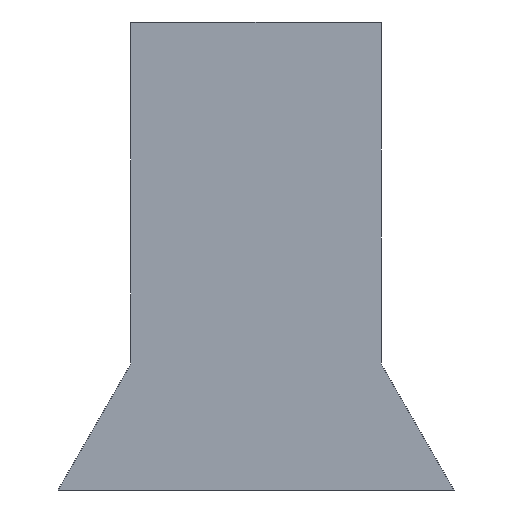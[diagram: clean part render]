
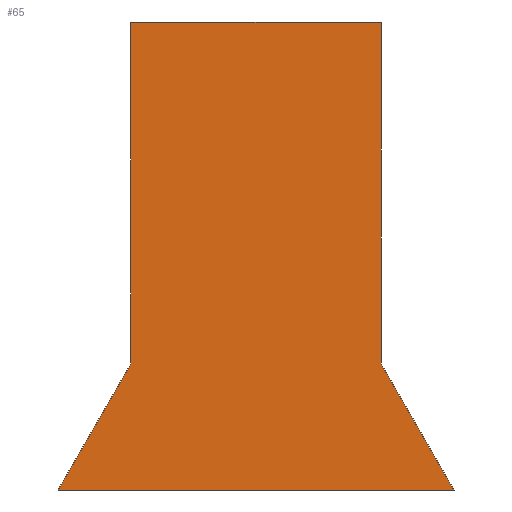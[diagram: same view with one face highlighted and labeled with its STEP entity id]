
A CAD part, left-side view. The second image highlights one B-rep face of the part: STEP entity #65.
In plain terms, the highlighted planar face has unit normal (-1, 0, 0).
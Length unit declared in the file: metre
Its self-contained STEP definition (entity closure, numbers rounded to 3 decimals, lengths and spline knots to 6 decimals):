
#34 = CARTESIAN_POINT ( 'NONE',  ( -0.00795, -0.0055, -0.0035 ) ) ;
#38 = VECTOR ( 'NONE', #371, 1. ) ;
#39 = CARTESIAN_POINT ( 'NONE',  ( -0.00795, -0.003479, 0. ) ) ;
#44 = LINE ( 'NONE', #39, #104 ) ;
#48 = CARTESIAN_POINT ( 'NONE',  ( -0.00795, -0.003479, 0.0095 ) ) ;
#65 = ADVANCED_FACE ( 'NONE', ( #149 ), #303, .F. ) ;
#75 = CARTESIAN_POINT ( 'NONE',  ( -0.00795, 0.0055, -0.0035 ) ) ;
#95 = VERTEX_POINT ( 'NONE', #34 ) ;
#96 = ORIENTED_EDGE ( 'NONE', *, *, #197, .F. ) ;
#104 = VECTOR ( 'NONE', #433, 1. ) ;
#110 = DIRECTION ( 'NONE',  ( 1., 0., 0. ) ) ;
#116 = LINE ( 'NONE', #75, #199 ) ;
#118 = LINE ( 'NONE', #279, #486 ) ;
#120 = VERTEX_POINT ( 'NONE', #439 ) ;
#132 = EDGE_CURVE ( 'NONE', #455, #120, #166, .T. ) ;
#147 = DIRECTION ( 'NONE',  ( 0., 0., 1. ) ) ;
#149 = FACE_OUTER_BOUND ( 'NONE', #387, .T. ) ;
#155 = AXIS2_PLACEMENT_3D ( 'NONE', #428, #110, #269 ) ;
#160 = CARTESIAN_POINT ( 'NONE',  ( -0.00795, -0.003479, 0.0095 ) ) ;
#161 = DIRECTION ( 'NONE',  ( 0., -0.5, 0.866 ) ) ;
#166 = LINE ( 'NONE', #48, #38 ) ;
#197 = EDGE_CURVE ( 'NONE', #218, #455, #277, .T. ) ;
#199 = VECTOR ( 'NONE', #161, 1. ) ;
#204 = EDGE_CURVE ( 'NONE', #120, #95, #44, .T. ) ;
#211 = EDGE_CURVE ( 'NONE', #250, #339, #116, .T. ) ;
#218 = VERTEX_POINT ( 'NONE', #322 ) ;
#219 = DIRECTION ( 'NONE',  ( 0., 1., 0. ) ) ;
#237 = CARTESIAN_POINT ( 'NONE',  ( -0.00795, 0.003479, 0.0095 ) ) ;
#238 = ORIENTED_EDGE ( 'NONE', *, *, #204, .F. ) ;
#250 = VERTEX_POINT ( 'NONE', #283 ) ;
#269 = DIRECTION ( 'NONE',  ( 0., 0., -1. ) ) ;
#277 = LINE ( 'NONE', #237, #492 ) ;
#279 = CARTESIAN_POINT ( 'NONE',  ( -0.00795, 0.003479, 0. ) ) ;
#283 = CARTESIAN_POINT ( 'NONE',  ( -0.00795, 0.0055, -0.0035 ) ) ;
#303 = PLANE ( 'NONE',  #155 ) ;
#318 = VECTOR ( 'NONE', #219, 1. ) ;
#322 = CARTESIAN_POINT ( 'NONE',  ( -0.00795, 0.003479, 0.0095 ) ) ;
#333 = ORIENTED_EDGE ( 'NONE', *, *, #132, .F. ) ;
#335 = CARTESIAN_POINT ( 'NONE',  ( -0.00795, -0.0055, -0.0035 ) ) ;
#339 = VERTEX_POINT ( 'NONE', #346 ) ;
#342 = ORIENTED_EDGE ( 'NONE', *, *, #370, .F. ) ;
#346 = CARTESIAN_POINT ( 'NONE',  ( -0.00795, 0.003479, 0. ) ) ;
#370 = EDGE_CURVE ( 'NONE', #95, #250, #419, .T. ) ;
#371 = DIRECTION ( 'NONE',  ( 0., 0., -1. ) ) ;
#374 = ORIENTED_EDGE ( 'NONE', *, *, #500, .F. ) ;
#387 = EDGE_LOOP ( 'NONE', ( #441, #342, #238, #333, #96, #374 ) ) ;
#402 = DIRECTION ( 'NONE',  ( 0., -1., 0. ) ) ;
#419 = LINE ( 'NONE', #335, #318 ) ;
#428 = CARTESIAN_POINT ( 'NONE',  ( -0.00795, 0., 0. ) ) ;
#433 = DIRECTION ( 'NONE',  ( 0., -0.5, -0.866 ) ) ;
#439 = CARTESIAN_POINT ( 'NONE',  ( -0.00795, -0.003479, 0. ) ) ;
#441 = ORIENTED_EDGE ( 'NONE', *, *, #211, .F. ) ;
#455 = VERTEX_POINT ( 'NONE', #160 ) ;
#486 = VECTOR ( 'NONE', #147, 1. ) ;
#492 = VECTOR ( 'NONE', #402, 1. ) ;
#500 = EDGE_CURVE ( 'NONE', #339, #218, #118, .T. ) ;
